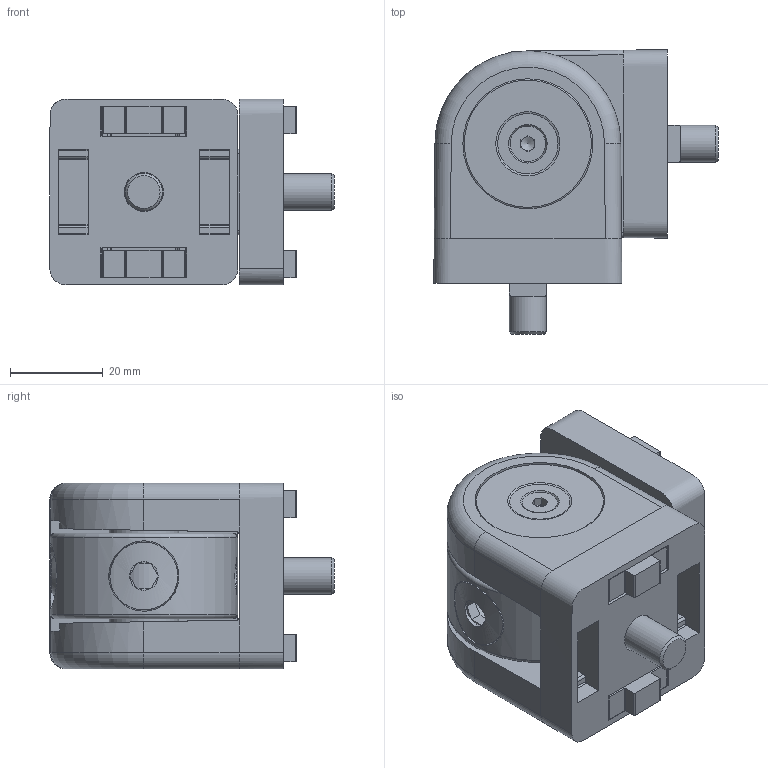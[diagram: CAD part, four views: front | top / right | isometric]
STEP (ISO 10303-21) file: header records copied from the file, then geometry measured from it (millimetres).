
FILE_DESCRIPTION(/* description */ ('STEP AP214'),/* implementation_level */ '2;1');
FILE_NAME(/* name */ '1025193.stp',/* time_stamp */ '2024-05-06T11:32:17+02:00',/* author */ ('b.steehouwer'),/* organization */ ('CADENAS'),/* preprocessor_version */ 'ST-DEVELOPER v18.1',/* originating_system */ 'Autodesk Inventor 2021',/* authorisation */ ' ');
FILE_SCHEMA (('AUTOMOTIVE_DESIGN { 1 0 10303 214 3 1 1 }'));
Length unit declared in the file: millimetre
Products named in the file (14): 1025193; 1025193-1; 1025193-2; 1025193-3; 1025193-4; 1025193-5; 1025193-6; 1025193-7; 1025193-8; 1025193-9; 1025193-10; 1025193-11; 1025193-12; 1025193-13
Assembly tree (13 placements, depth 2):
  1025193
    1025193-1
    1025193-2
    1025193-3
    1025193-4
    1025193-5
    1025193-6
    1025193-7
    1025193-8
    1025193-9
    1025193-10
    1025193-11
    1025193-12
    1025193-13
Bounding box: 61.26 x 61.26 x 40 mm (x, y, z)
Volume: 77610.1 mm3; surface area: 40061 mm2
Topology: 13 solids, 15 shells, 492 faces, 1206 edges, 781 vertices
Faces by surface type: plane 270, cylinder 152, cone 36, torus 25, bspline 5, sphere 4
Full cylindrical faces by diameter (mm): 3.3 x2, 6.8 x1, 7.64 x2, 8 x3, 8.2 x2, 9 x2, 12 x3, 12.026 x2, 14 x3, 14.2 x1, 14.6 x1, 14.974 x2, 16.65 x4, 25.05 x4, 27.4 x2, 28 x4
Entity records: 17940 total; most frequent: CARTESIAN_POINT 5416, DIRECTION 2620, ORIENTED_EDGE 2404, EDGE_CURVE 1202, AXIS2_PLACEMENT_3D 948, VERTEX_POINT 781, LINE 724, VECTOR 724
